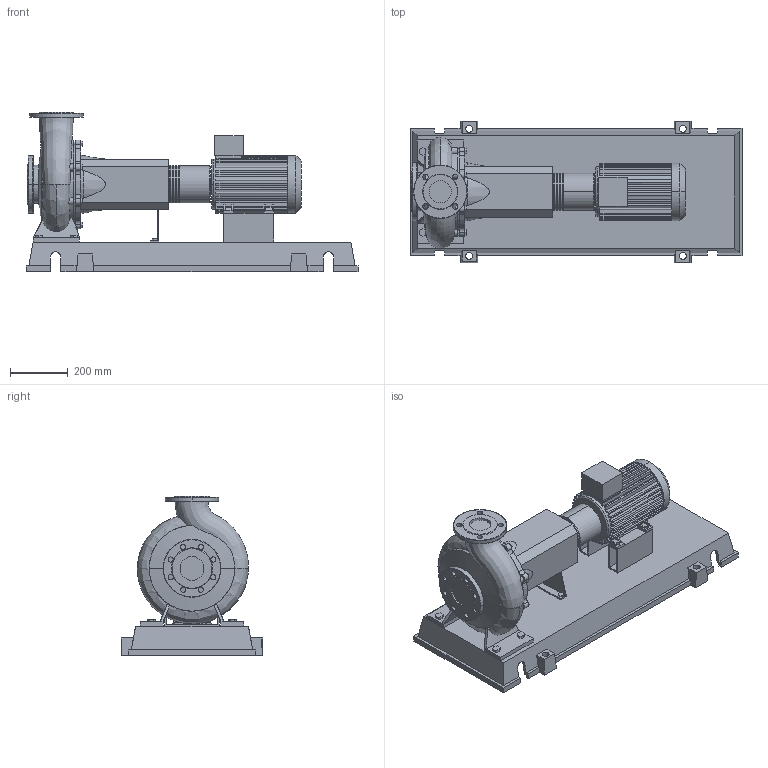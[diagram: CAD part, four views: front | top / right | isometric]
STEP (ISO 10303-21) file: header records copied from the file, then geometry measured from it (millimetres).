
FILE_DESCRIPTION((''),'2;1');
FILE_NAME('3d_NL65_250-2.2-4-05-4109190.stp','2015-03-03T07:49:52',(''),(''),'Mechanical Desktop 2009','Mechanical Desktop 2009',', , ');
FILE_SCHEMA(('CONFIG_CONTROL_DESIGN'));
Length unit declared in the file: millimetre
Products named in the file (1): Product
Bounding box: 1150 x 490 x 553 mm (x, y, z)
Volume: 44073032.2 mm3; surface area: 3338630.6 mm2
Topology: 13 solids, 13 shells, 839 faces, 2242 edges, 1475 vertices
Faces by surface type: plane 432, cylinder 205, bspline 180, cone 12, torus 10
Entity records: 31232 total; most frequent: CARTESIAN_POINT 10264, ORIENTED_EDGE 4486, DIRECTION 4119, EDGE_CURVE 2243, VERTEX_POINT 1474, VECTOR 1451, LINE 1451, AXIS2_PLACEMENT_3D 1334
